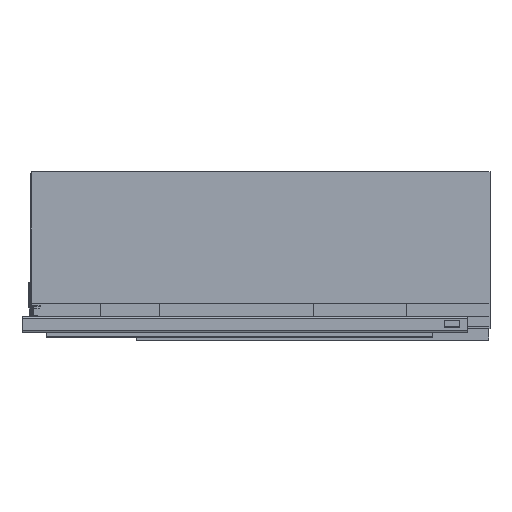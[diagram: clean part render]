
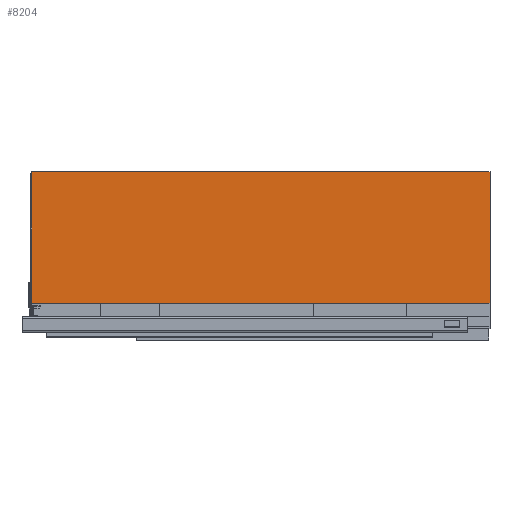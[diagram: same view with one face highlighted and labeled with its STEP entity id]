
A CAD part, top view. The second image highlights one B-rep face of the part: STEP entity #8204.
In plain terms, the highlighted planar face has unit normal (0, 0, 1).
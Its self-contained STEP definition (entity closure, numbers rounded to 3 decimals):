
#91 = ORIENTED_EDGE ( 'NONE', *, *, #427, .F. ) ;
#149 = DIRECTION ( 'NONE',  ( 0., 0., 1. ) ) ;
#427 = EDGE_CURVE ( 'NONE', #1275, #7609, #2665, .T. ) ;
#733 = DIRECTION ( 'NONE',  ( 1., 0., 0. ) ) ;
#874 = AXIS2_PLACEMENT_3D ( 'NONE', #7301, #149, #1615 ) ;
#1192 = CARTESIAN_POINT ( 'NONE',  ( -540., 30., 13.5 ) ) ;
#1275 = VERTEX_POINT ( 'NONE', #6100 ) ;
#1454 = CARTESIAN_POINT ( 'NONE',  ( 0., 30., 13.5 ) ) ;
#1573 = LINE ( 'NONE', #8034, #2515 ) ;
#1615 = DIRECTION ( 'NONE',  ( 0., -1., 0. ) ) ;
#1620 = EDGE_LOOP ( 'NONE', ( #7352, #91, #10189, #4831 ) ) ;
#1657 = CARTESIAN_POINT ( 'NONE',  ( -540., 185., 13.5 ) ) ;
#2515 = VECTOR ( 'NONE', #733, 1000. ) ;
#2596 = VECTOR ( 'NONE', #7234, 1000. ) ;
#2665 = LINE ( 'NONE', #7663, #5950 ) ;
#3285 = LINE ( 'NONE', #1657, #2596 ) ;
#3570 = CARTESIAN_POINT ( 'NONE',  ( 0., 185., 13.5 ) ) ;
#4160 = LINE ( 'NONE', #3570, #9063 ) ;
#4397 = DIRECTION ( 'NONE',  ( 1., 0., 0. ) ) ;
#4805 = EDGE_CURVE ( 'NONE', #1275, #8274, #3285, .T. ) ;
#4831 = ORIENTED_EDGE ( 'NONE', *, *, #7175, .T. ) ;
#5950 = VECTOR ( 'NONE', #4397, 1000. ) ;
#6100 = CARTESIAN_POINT ( 'NONE',  ( -540., 185., 13.5 ) ) ;
#6423 = CARTESIAN_POINT ( 'NONE',  ( 0., 185., 13.5 ) ) ;
#6442 = FACE_OUTER_BOUND ( 'NONE', #1620, .T. ) ;
#6989 = EDGE_CURVE ( 'NONE', #7609, #9627, #4160, .T. ) ;
#7175 = EDGE_CURVE ( 'NONE', #8274, #9627, #1573, .T. ) ;
#7234 = DIRECTION ( 'NONE',  ( 0., -1., 0. ) ) ;
#7301 = CARTESIAN_POINT ( 'NONE',  ( -540., 185., 13.5 ) ) ;
#7352 = ORIENTED_EDGE ( 'NONE', *, *, #6989, .F. ) ;
#7353 = PLANE ( 'NONE',  #874 ) ;
#7609 = VERTEX_POINT ( 'NONE', #6423 ) ;
#7663 = CARTESIAN_POINT ( 'NONE',  ( -540., 185., 13.5 ) ) ;
#8034 = CARTESIAN_POINT ( 'NONE',  ( -540., 30., 13.5 ) ) ;
#8204 = ADVANCED_FACE ( 'NONE', ( #6442 ), #7353, .T. ) ;
#8274 = VERTEX_POINT ( 'NONE', #1192 ) ;
#8936 = DIRECTION ( 'NONE',  ( 0., -1., 0. ) ) ;
#9063 = VECTOR ( 'NONE', #8936, 1000. ) ;
#9627 = VERTEX_POINT ( 'NONE', #1454 ) ;
#10189 = ORIENTED_EDGE ( 'NONE', *, *, #4805, .T. ) ;
